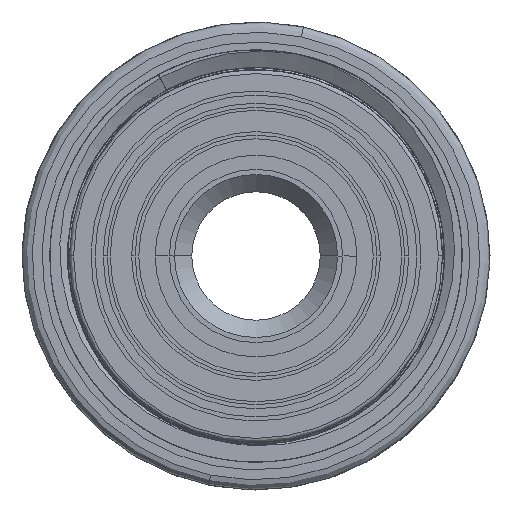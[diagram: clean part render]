
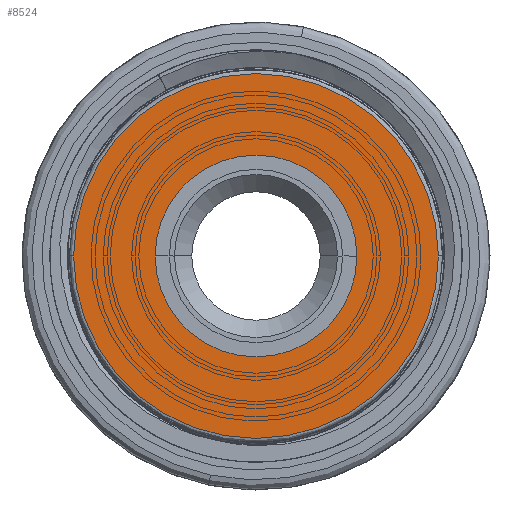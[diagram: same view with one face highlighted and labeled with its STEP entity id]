
A CAD part, front view. The second image highlights one B-rep face of the part: STEP entity #8524.
In plain terms, the highlighted face is planar.
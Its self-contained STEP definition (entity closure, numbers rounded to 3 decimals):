
#7321=CARTESIAN_POINT('',(0.,2.,0.));
#7322=DIRECTION('',(0.,-1.,0.));
#7323=DIRECTION('',(1.,0.,0.));
#7324=AXIS2_PLACEMENT_3D('',#7321,#7322,#7323);
#7326=CARTESIAN_POINT('',(0.,2.,0.));
#7327=DIRECTION('',(0.,-1.,0.));
#7328=DIRECTION('',(-1.,0.,0.));
#7329=AXIS2_PLACEMENT_3D('',#7326,#7327,#7328);
#7331=CARTESIAN_POINT('',(0.,2.,0.));
#7332=DIRECTION('',(0.,1.,0.));
#7333=DIRECTION('',(-1.,0.,0.));
#7334=AXIS2_PLACEMENT_3D('',#7331,#7332,#7333);
#7336=CARTESIAN_POINT('',(0.,2.,0.));
#7337=DIRECTION('',(0.,1.,0.));
#7338=DIRECTION('',(1.,0.,0.));
#7339=AXIS2_PLACEMENT_3D('',#7336,#7337,#7338);
#8375=CARTESIAN_POINT('',(4.95,2.,0.));
#8376=CARTESIAN_POINT('',(-4.95,2.,0.));
#8377=VERTEX_POINT('',#8375);
#8378=VERTEX_POINT('',#8376);
#8391=CARTESIAN_POINT('',(-8.95,2.,0.));
#8392=CARTESIAN_POINT('',(8.95,2.,0.));
#8393=VERTEX_POINT('',#8391);
#8394=VERTEX_POINT('',#8392);
#8509=CARTESIAN_POINT('',(0.,2.,0.));
#8510=DIRECTION('',(0.,1.,0.));
#8511=DIRECTION('',(1.,0.,0.));
#8512=AXIS2_PLACEMENT_3D('',#8509,#8510,#8511);
#8513=PLANE('',#8512);
#8515=ORIENTED_EDGE('',*,*,#8514,.F.);
#8517=ORIENTED_EDGE('',*,*,#8516,.F.);
#8518=EDGE_LOOP('',(#8515,#8517));
#8519=FACE_OUTER_BOUND('',#8518,.F.);
#8520=ORIENTED_EDGE('',*,*,#8489,.F.);
#8521=ORIENTED_EDGE('',*,*,#8503,.F.);
#8522=EDGE_LOOP('',(#8520,#8521));
#8523=FACE_BOUND('',#8522,.F.);
#8524=ADVANCED_FACE('',(#8519,#8523),#8513,.T.);
#7325=CIRCLE('',#7324,4.95);
#7330=CIRCLE('',#7329,4.95);
#7335=CIRCLE('',#7334,8.95);
#7340=CIRCLE('',#7339,8.95);
#8489=EDGE_CURVE('',#8377,#8378,#7325,.T.);
#8503=EDGE_CURVE('',#8378,#8377,#7330,.T.);
#8514=EDGE_CURVE('',#8393,#8394,#7335,.T.);
#8516=EDGE_CURVE('',#8394,#8393,#7340,.T.);
